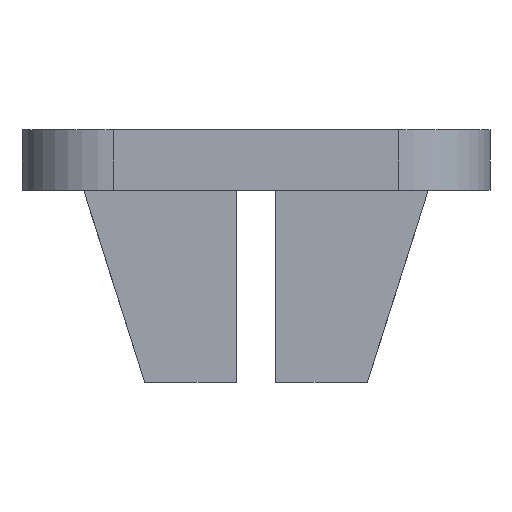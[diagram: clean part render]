
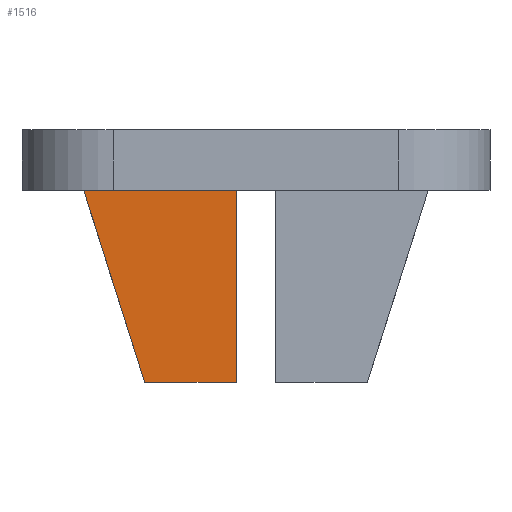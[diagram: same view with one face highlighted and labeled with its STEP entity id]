
A CAD part, front view. The second image highlights one B-rep face of the part: STEP entity #1516.
In plain terms, the highlighted planar face has unit normal (0, -1, 0).
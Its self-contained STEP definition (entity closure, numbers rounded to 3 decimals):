
#128 = PLANE('',#129);
#129 = AXIS2_PLACEMENT_3D('',#130,#131,#132);
#130 = CARTESIAN_POINT('',(0.,0.,0.));
#131 = DIRECTION('',(0.,0.,1.));
#132 = DIRECTION('',(1.,0.,0.));
#462 = VERTEX_POINT('',#463);
#463 = CARTESIAN_POINT('',(-0.826,-37.5,0.));
#477 = PLANE('',#478);
#478 = AXIS2_PLACEMENT_3D('',#479,#480,#481);
#479 = CARTESIAN_POINT('',(-0.826,37.5,0.));
#480 = DIRECTION('',(1.,0.,0.));
#481 = DIRECTION('',(0.,0.,-1.));
#489 = EDGE_CURVE('',#490,#462,#492,.T.);
#490 = VERTEX_POINT('',#491);
#491 = CARTESIAN_POINT('',(-7.176,-37.5,0.));
#492 = SURFACE_CURVE('',#493,(#497,#504),.PCURVE_S1.);
#493 = LINE('',#494,#495);
#494 = CARTESIAN_POINT('',(-7.176,-37.5,0.));
#495 = VECTOR('',#496,1.);
#496 = DIRECTION('',(1.,0.,0.));
#497 = PCURVE('',#128,#498);
#498 = DEFINITIONAL_REPRESENTATION('',(#499),#503);
#499 = LINE('',#500,#501);
#500 = CARTESIAN_POINT('',(-7.176,-37.5));
#501 = VECTOR('',#502,1.);
#502 = DIRECTION('',(1.,0.));
#503 = ( GEOMETRIC_REPRESENTATION_CONTEXT(2) 
PARAMETRIC_REPRESENTATION_CONTEXT() REPRESENTATION_CONTEXT('2D SPACE',''
  ) );
#504 = PCURVE('',#505,#510);
#505 = PLANE('',#506);
#506 = AXIS2_PLACEMENT_3D('',#507,#508,#509);
#507 = CARTESIAN_POINT('',(0.,-37.5,-3.617));
#508 = DIRECTION('',(0.,1.,0.));
#509 = DIRECTION('',(0.,0.,1.));
#510 = DEFINITIONAL_REPRESENTATION('',(#511),#515);
#511 = LINE('',#512,#513);
#512 = CARTESIAN_POINT('',(3.617,-7.175));
#513 = VECTOR('',#514,1.);
#514 = DIRECTION('',(0.,1.));
#515 = ( GEOMETRIC_REPRESENTATION_CONTEXT(2) 
PARAMETRIC_REPRESENTATION_CONTEXT() REPRESENTATION_CONTEXT('2D SPACE',''
  ) );
#531 = PLANE('',#532);
#532 = AXIS2_PLACEMENT_3D('',#533,#534,#535);
#533 = CARTESIAN_POINT('',(-4.636,37.5,-8.));
#534 = DIRECTION('',(-0.953,0.,-0.303));
#535 = DIRECTION('',(-0.303,0.,0.953));
#1296 = PLANE('',#1297);
#1297 = AXIS2_PLACEMENT_3D('',#1298,#1299,#1300);
#1298 = CARTESIAN_POINT('',(-0.826,37.5,-8.));
#1299 = DIRECTION('',(-0.,0.,-1.));
#1300 = DIRECTION('',(-1.,0.,0.));
#1335 = VERTEX_POINT('',#1336);
#1336 = CARTESIAN_POINT('',(-4.636,-37.5,-8.));
#1357 = EDGE_CURVE('',#1335,#490,#1358,.T.);
#1358 = SURFACE_CURVE('',#1359,(#1363,#1370),.PCURVE_S1.);
#1359 = LINE('',#1360,#1361);
#1360 = CARTESIAN_POINT('',(-4.636,-37.5,-8.));
#1361 = VECTOR('',#1362,1.);
#1362 = DIRECTION('',(-0.303,0.,0.953));
#1363 = PCURVE('',#531,#1364);
#1364 = DEFINITIONAL_REPRESENTATION('',(#1365),#1369);
#1365 = LINE('',#1366,#1367);
#1366 = CARTESIAN_POINT('',(0.,-75.));
#1367 = VECTOR('',#1368,1.);
#1368 = DIRECTION('',(1.,0.));
#1369 = ( GEOMETRIC_REPRESENTATION_CONTEXT(2) 
PARAMETRIC_REPRESENTATION_CONTEXT() REPRESENTATION_CONTEXT('2D SPACE',''
  ) );
#1370 = PCURVE('',#505,#1371);
#1371 = DEFINITIONAL_REPRESENTATION('',(#1372),#1376);
#1372 = LINE('',#1373,#1374);
#1373 = CARTESIAN_POINT('',(-4.383,-4.635));
#1374 = VECTOR('',#1375,1.);
#1375 = DIRECTION('',(0.953,-0.303));
#1376 = ( GEOMETRIC_REPRESENTATION_CONTEXT(2) 
PARAMETRIC_REPRESENTATION_CONTEXT() REPRESENTATION_CONTEXT('2D SPACE',''
  ) );
#1442 = EDGE_CURVE('',#462,#1443,#1445,.T.);
#1443 = VERTEX_POINT('',#1444);
#1444 = CARTESIAN_POINT('',(-0.826,-37.5,-8.));
#1445 = SURFACE_CURVE('',#1446,(#1450,#1457),.PCURVE_S1.);
#1446 = LINE('',#1447,#1448);
#1447 = CARTESIAN_POINT('',(-0.826,-37.5,0.));
#1448 = VECTOR('',#1449,1.);
#1449 = DIRECTION('',(0.,0.,-1.));
#1450 = PCURVE('',#477,#1451);
#1451 = DEFINITIONAL_REPRESENTATION('',(#1452),#1456);
#1452 = LINE('',#1453,#1454);
#1453 = CARTESIAN_POINT('',(0.,-75.));
#1454 = VECTOR('',#1455,1.);
#1455 = DIRECTION('',(1.,0.));
#1456 = ( GEOMETRIC_REPRESENTATION_CONTEXT(2) 
PARAMETRIC_REPRESENTATION_CONTEXT() REPRESENTATION_CONTEXT('2D SPACE',''
  ) );
#1457 = PCURVE('',#505,#1458);
#1458 = DEFINITIONAL_REPRESENTATION('',(#1459),#1463);
#1459 = LINE('',#1460,#1461);
#1460 = CARTESIAN_POINT('',(3.617,-0.825));
#1461 = VECTOR('',#1462,1.);
#1462 = DIRECTION('',(-1.,0.));
#1463 = ( GEOMETRIC_REPRESENTATION_CONTEXT(2) 
PARAMETRIC_REPRESENTATION_CONTEXT() REPRESENTATION_CONTEXT('2D SPACE',''
  ) );
#1516 = ADVANCED_FACE('',(#1517),#505,.F.);
#1517 = FACE_BOUND('',#1518,.F.);
#1518 = EDGE_LOOP('',(#1519,#1520,#1541,#1542));
#1519 = ORIENTED_EDGE('',*,*,#1442,.T.);
#1520 = ORIENTED_EDGE('',*,*,#1521,.T.);
#1521 = EDGE_CURVE('',#1443,#1335,#1522,.T.);
#1522 = SURFACE_CURVE('',#1523,(#1527,#1534),.PCURVE_S1.);
#1523 = LINE('',#1524,#1525);
#1524 = CARTESIAN_POINT('',(-0.826,-37.5,-8.));
#1525 = VECTOR('',#1526,1.);
#1526 = DIRECTION('',(-1.,0.,0.));
#1527 = PCURVE('',#505,#1528);
#1528 = DEFINITIONAL_REPRESENTATION('',(#1529),#1533);
#1529 = LINE('',#1530,#1531);
#1530 = CARTESIAN_POINT('',(-4.383,-0.825));
#1531 = VECTOR('',#1532,1.);
#1532 = DIRECTION('',(0.,-1.));
#1533 = ( GEOMETRIC_REPRESENTATION_CONTEXT(2) 
PARAMETRIC_REPRESENTATION_CONTEXT() REPRESENTATION_CONTEXT('2D SPACE',''
  ) );
#1534 = PCURVE('',#1296,#1535);
#1535 = DEFINITIONAL_REPRESENTATION('',(#1536),#1540);
#1536 = LINE('',#1537,#1538);
#1537 = CARTESIAN_POINT('',(0.,-75.));
#1538 = VECTOR('',#1539,1.);
#1539 = DIRECTION('',(1.,0.));
#1540 = ( GEOMETRIC_REPRESENTATION_CONTEXT(2) 
PARAMETRIC_REPRESENTATION_CONTEXT() REPRESENTATION_CONTEXT('2D SPACE',''
  ) );
#1541 = ORIENTED_EDGE('',*,*,#1357,.T.);
#1542 = ORIENTED_EDGE('',*,*,#489,.T.);
